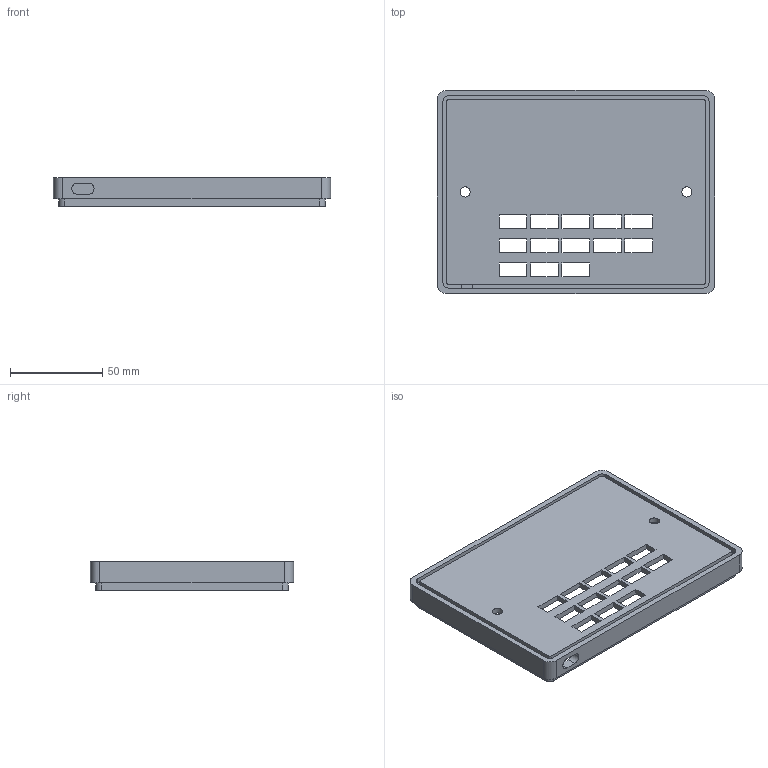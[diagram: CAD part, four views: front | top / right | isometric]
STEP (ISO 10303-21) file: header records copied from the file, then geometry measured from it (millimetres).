
FILE_DESCRIPTION(('FreeCAD Model'),'2;1');
FILE_NAME('Open CASCADE Shape Model','2024-11-10T20:59:10',(''),(''), 'Open CASCADE STEP processor 7.7','FreeCAD','Unknown');
FILE_SCHEMA(('AUTOMOTIVE_DESIGN { 1 0 10303 214 1 1 1 1 }'));
Length unit declared in the file: millimetre
Products named in the file (1): CaseMid
Bounding box: 150 x 110 x 15.5 mm (x, y, z)
Volume: 65858.4 mm3; surface area: 49499 mm2
Topology: 1 solids, 1 shells, 151 faces, 426 edges, 276 vertices
Faces by surface type: plane 109, cylinder 42
Full cylindrical faces by diameter (mm): 2.5 x4, 5.5 x2
Entity records: 10624 total; most frequent: CARTESIAN_POINT 1982, DIRECTION 1620, LINE 1114, VECTOR 1114, ORIENTED_EDGE 866, PCURVE 852, DEFINITIONAL_REPRESENTATION 852, EDGE_CURVE 426
